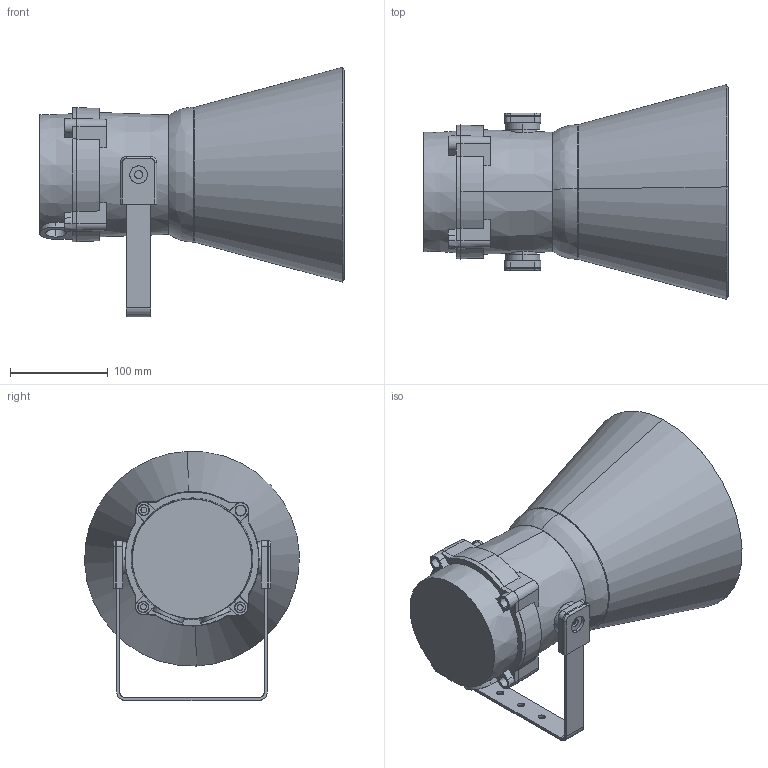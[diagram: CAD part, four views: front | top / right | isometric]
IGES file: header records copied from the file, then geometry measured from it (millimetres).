
Start section: SolidWorks IGES file using analytic representation for surfaces
Global section: file name: SK0114-3D_Issue_A.IGS; native system: SolidWorks 2014; preprocessor: SolidWorks 2014; author: randip.rait; date: 140217.112214; units: millimetre
Bounding box: 311 x 219.34 x 254.67 mm (x, y, z)
Surface area: 361253 mm2 (no closed solid volume)
Topology: 0 solids, 0 shells, 236 faces, 5310 edges, 6472 vertices
Faces by surface type: revolution 119, bspline 117
